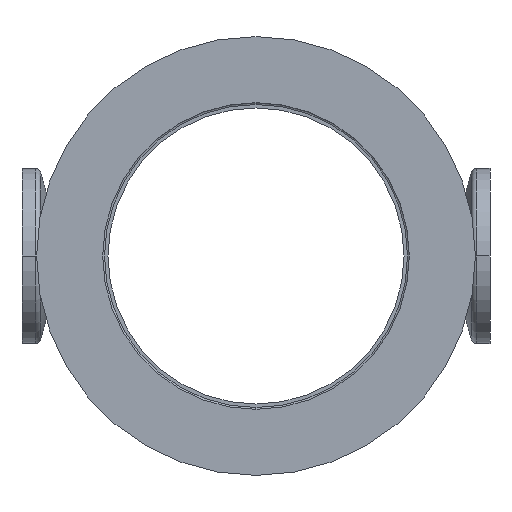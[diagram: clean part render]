
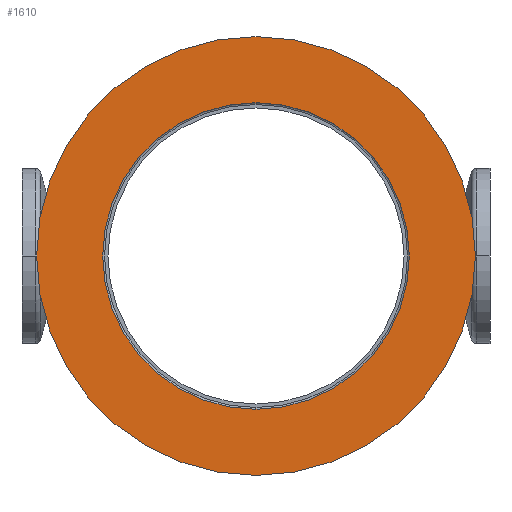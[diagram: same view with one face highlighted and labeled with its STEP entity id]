
A CAD part, left-side view. The second image highlights one B-rep face of the part: STEP entity #1610.
In plain terms, the highlighted planar face has unit normal (-1, 0, 0).
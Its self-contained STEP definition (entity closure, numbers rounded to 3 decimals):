
#139 = EDGE_CURVE ( 'NONE', #4115, #3114, #4409, .T. ) ;
#149 = AXIS2_PLACEMENT_3D ( 'NONE', #536, #2957, #896 ) ;
#171 = CARTESIAN_POINT ( 'NONE',  ( -4., 0., -26.2 ) ) ;
#312 = DIRECTION ( 'NONE',  ( -1., 0., 0. ) ) ;
#362 = CARTESIAN_POINT ( 'NONE',  ( -4., 0., 0. ) ) ;
#387 = FACE_BOUND ( 'NONE', #1777, .T. ) ;
#456 = AXIS2_PLACEMENT_3D ( 'NONE', #2393, #312, #2746 ) ;
#536 = CARTESIAN_POINT ( 'NONE',  ( -4., 0., -26.2 ) ) ;
#668 = VERTEX_POINT ( 'NONE', #171 ) ;
#723 = DIRECTION ( 'NONE',  ( 0., 0., 1. ) ) ;
#857 = AXIS2_PLACEMENT_3D ( 'NONE', #1184, #3566, #1530 ) ;
#896 = DIRECTION ( 'NONE',  ( 0., 0., -1. ) ) ;
#937 = ORIENTED_EDGE ( 'NONE', *, *, #3920, .T. ) ;
#989 = CIRCLE ( 'NONE', #456, 26.2 ) ;
#1107 = CIRCLE ( 'NONE', #857, 26.2 ) ;
#1155 = CARTESIAN_POINT ( 'NONE',  ( -4., 0., 37.5 ) ) ;
#1184 = CARTESIAN_POINT ( 'NONE',  ( -4., 0., 0. ) ) ;
#1530 = DIRECTION ( 'NONE',  ( 0., 0., 1. ) ) ;
#1610 = ADVANCED_FACE ( 'NONE', ( #387, #2704 ), #2612, .F. ) ;
#1777 = EDGE_LOOP ( 'NONE', ( #4300, #3872 ) ) ;
#1864 = AXIS2_PLACEMENT_3D ( 'NONE', #362, #2792, #723 ) ;
#2002 = CARTESIAN_POINT ( 'NONE',  ( -4., 0., 0. ) ) ;
#2393 = CARTESIAN_POINT ( 'NONE',  ( -4., 0., 0. ) ) ;
#2522 = EDGE_LOOP ( 'NONE', ( #3765, #937 ) ) ;
#2573 = VERTEX_POINT ( 'NONE', #3670 ) ;
#2612 = PLANE ( 'NONE',  #149 ) ;
#2704 = FACE_OUTER_BOUND ( 'NONE', #2522, .T. ) ;
#2708 = CIRCLE ( 'NONE', #1864, 37.5 ) ;
#2746 = DIRECTION ( 'NONE',  ( 0., 0., 1. ) ) ;
#2792 = DIRECTION ( 'NONE',  ( -1., 0., 0. ) ) ;
#2957 = DIRECTION ( 'NONE',  ( 1., 0., 0. ) ) ;
#3021 = EDGE_CURVE ( 'NONE', #668, #2573, #1107, .T. ) ;
#3114 = VERTEX_POINT ( 'NONE', #3263 ) ;
#3120 = DIRECTION ( 'NONE',  ( -1., 0., 0. ) ) ;
#3145 = DIRECTION ( 'NONE',  ( 0., 0., 1. ) ) ;
#3178 = AXIS2_PLACEMENT_3D ( 'NONE', #2002, #3120, #3145 ) ;
#3263 = CARTESIAN_POINT ( 'NONE',  ( -4., 0., -37.5 ) ) ;
#3566 = DIRECTION ( 'NONE',  ( -1., 0., 0. ) ) ;
#3670 = CARTESIAN_POINT ( 'NONE',  ( -4., 0., 26.2 ) ) ;
#3762 = EDGE_CURVE ( 'NONE', #2573, #668, #989, .T. ) ;
#3765 = ORIENTED_EDGE ( 'NONE', *, *, #139, .T. ) ;
#3872 = ORIENTED_EDGE ( 'NONE', *, *, #3021, .F. ) ;
#3920 = EDGE_CURVE ( 'NONE', #3114, #4115, #2708, .T. ) ;
#4115 = VERTEX_POINT ( 'NONE', #1155 ) ;
#4300 = ORIENTED_EDGE ( 'NONE', *, *, #3762, .F. ) ;
#4409 = CIRCLE ( 'NONE', #3178, 37.5 ) ;
